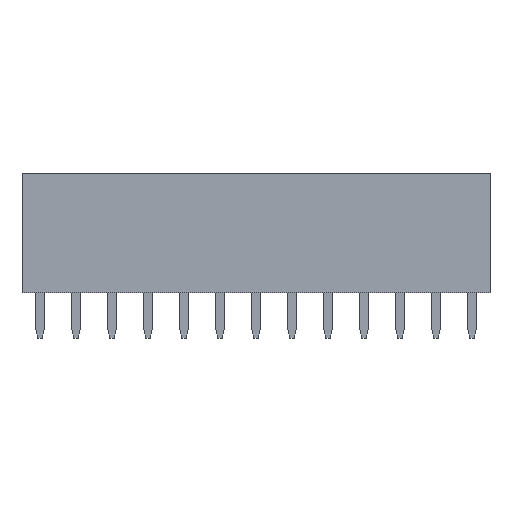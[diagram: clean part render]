
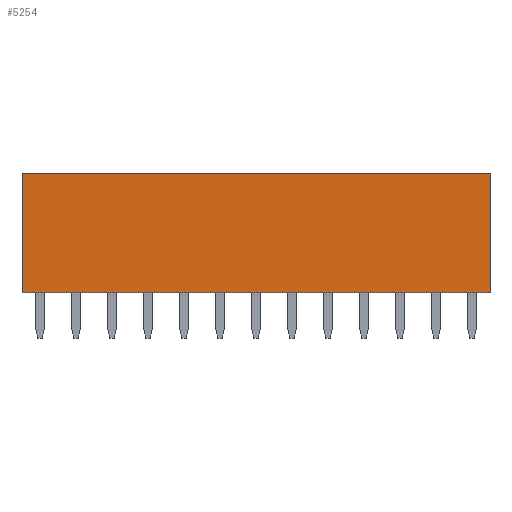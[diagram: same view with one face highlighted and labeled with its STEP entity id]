
A CAD part, top view. The second image highlights one B-rep face of the part: STEP entity #5254.
In plain terms, the highlighted planar face has unit normal (0, 0, 1).
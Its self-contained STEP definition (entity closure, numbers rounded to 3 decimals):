
#430=CARTESIAN_POINT('',(31.75,8.4,1.27));
#431=VERTEX_POINT('',#430);
#438=CARTESIAN_POINT('',(31.75,0.0,1.27));
#439=VERTEX_POINT('',#438);
#440=CARTESIAN_POINT('',(31.75,0.0,1.27));
#441=DIRECTION('',(0.0,1.0,0.0));
#442=VECTOR('',#441,8.4);
#443=LINE('',#440,#442);
#444=EDGE_CURVE('',#439,#431,#443,.T.);
#4740=CARTESIAN_POINT('',(-1.27,8.4,1.27));
#4741=VERTEX_POINT('',#4740);
#4742=CARTESIAN_POINT('',(31.75,8.4,1.27));
#4743=DIRECTION('',(-1.0,0.0,0.0));
#4744=VECTOR('',#4743,33.02);
#4745=LINE('',#4742,#4744);
#4746=EDGE_CURVE('',#431,#4741,#4745,.T.);
#5168=CARTESIAN_POINT('',(-1.27,0.0,1.27));
#5169=VERTEX_POINT('',#5168);
#5170=CARTESIAN_POINT('',(-1.27,0.0,1.27));
#5171=DIRECTION('',(1.0,0.0,0.0));
#5172=VECTOR('',#5171,33.02);
#5173=LINE('',#5170,#5172);
#5174=EDGE_CURVE('',#5169,#439,#5173,.T.);
#5238=CARTESIAN_POINT('',(1.27,0.0,1.27));
#5239=DIRECTION('',(0.0,0.0,1.0));
#5240=DIRECTION('',(1.0,0.0,0.0));
#5241=AXIS2_PLACEMENT_3D('',#5238,#5239,#5240);
#5242=PLANE('',#5241);
#5243=ORIENTED_EDGE('',*,*,#4746,.T.);
#5244=CARTESIAN_POINT('',(-1.27,0.0,1.27));
#5245=DIRECTION('',(0.0,1.0,0.0));
#5246=VECTOR('',#5245,8.4);
#5247=LINE('',#5244,#5246);
#5248=EDGE_CURVE('',#5169,#4741,#5247,.T.);
#5249=ORIENTED_EDGE('',*,*,#5248,.F.);
#5250=ORIENTED_EDGE('',*,*,#5174,.T.);
#5251=ORIENTED_EDGE('',*,*,#444,.T.);
#5252=EDGE_LOOP('',(#5243,#5249,#5250,#5251));
#5253=FACE_OUTER_BOUND('',#5252,.T.);
#5254=ADVANCED_FACE('',(#5253),#5242,.T.);
